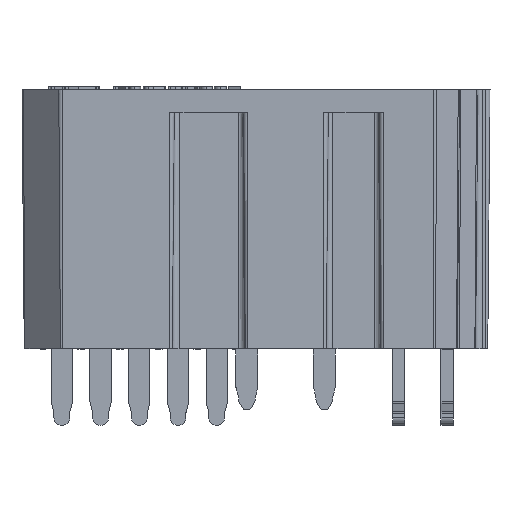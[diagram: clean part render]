
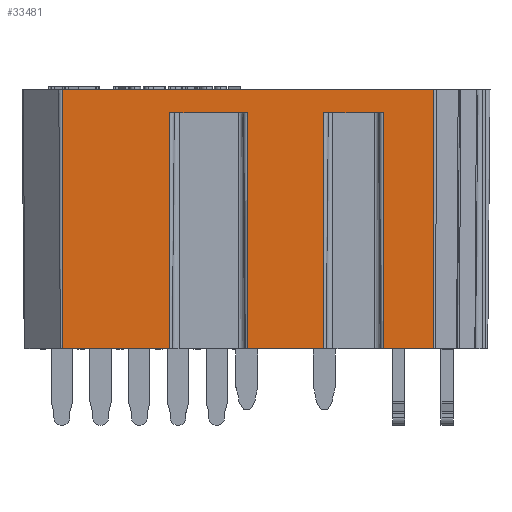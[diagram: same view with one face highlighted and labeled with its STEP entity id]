
A CAD part, front view. The second image highlights one B-rep face of the part: STEP entity #33481.
In plain terms, the highlighted planar face has unit normal (0, -1, -0.009).
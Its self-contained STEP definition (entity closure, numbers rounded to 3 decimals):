
#1219 = ORIENTED_EDGE ( 'NONE', *, *, #10233, .T. ) ;
#1848 = DIRECTION ( 'NONE',  ( 1., 0., 0. ) ) ;
#2606 = LINE ( 'NONE', #17778, #24384 ) ;
#2783 = VECTOR ( 'NONE', #19852, 1000. ) ;
#3237 = VECTOR ( 'NONE', #4272, 1000. ) ;
#3334 = EDGE_LOOP ( 'NONE', ( #13725, #1219, #35901, #20070, #15577, #21320, #7277, #31687, #37670, #15521, #33297, #37284 ) ) ;
#4097 = EDGE_CURVE ( 'NONE', #37532, #38023, #2606, .T. ) ;
#4272 = DIRECTION ( 'NONE',  ( 1., 0., 0. ) ) ;
#4470 = VECTOR ( 'NONE', #6708, 1000. ) ;
#4551 = CARTESIAN_POINT ( 'NONE',  ( -14.716, -11.853, 17. ) ) ;
#4793 = VECTOR ( 'NONE', #5481, 1000. ) ;
#4846 = CARTESIAN_POINT ( 'NONE',  ( 13.66, -11.84, 15.5 ) ) ;
#4975 = DIRECTION ( 'NONE',  ( 1., 0., 0. ) ) ;
#5148 = CARTESIAN_POINT ( 'NONE',  ( 13.66, -11.704, 0. ) ) ;
#5481 = DIRECTION ( 'NONE',  ( 1., 0., 0. ) ) ;
#5490 = CARTESIAN_POINT ( 'NONE',  ( -14.716, -11.704, 0. ) ) ;
#6708 = DIRECTION ( 'NONE',  ( 0., 0.009, -1. ) ) ;
#7277 = ORIENTED_EDGE ( 'NONE', *, *, #32051, .T. ) ;
#7278 = CARTESIAN_POINT ( 'NONE',  ( -7.64, -11.84, 15.5 ) ) ;
#7462 = EDGE_CURVE ( 'NONE', #20399, #37532, #13732, .T. ) ;
#7606 = CARTESIAN_POINT ( 'NONE',  ( 2.46, -11.704, 0. ) ) ;
#7915 = VECTOR ( 'NONE', #29187, 1000. ) ;
#8341 = LINE ( 'NONE', #4846, #18222 ) ;
#8525 = CARTESIAN_POINT ( 'NONE',  ( -2.54, -11.704, 0. ) ) ;
#8598 = CARTESIAN_POINT ( 'NONE',  ( 13.66, -11.704, 0. ) ) ;
#8697 = PLANE ( 'NONE',  #22113 ) ;
#9466 = EDGE_CURVE ( 'NONE', #10425, #22934, #30607, .T. ) ;
#10095 = EDGE_CURVE ( 'NONE', #10425, #27541, #21970, .T. ) ;
#10233 = EDGE_CURVE ( 'NONE', #19535, #36978, #10287, .T. ) ;
#10287 = LINE ( 'NONE', #22159, #34314 ) ;
#10425 = VERTEX_POINT ( 'NONE', #24063 ) ;
#11590 = EDGE_CURVE ( 'NONE', #38023, #32830, #8341, .T. ) ;
#11784 = DIRECTION ( 'NONE',  ( 0., 0.009, -1. ) ) ;
#11828 = DIRECTION ( 'NONE',  ( 0., 0.009, -1. ) ) ;
#12611 = CARTESIAN_POINT ( 'NONE',  ( -2.54, -11.84, 15.5 ) ) ;
#13091 = VECTOR ( 'NONE', #4975, 1000. ) ;
#13725 = ORIENTED_EDGE ( 'NONE', *, *, #30295, .T. ) ;
#13732 = LINE ( 'NONE', #31798, #13091 ) ;
#13865 = EDGE_CURVE ( 'NONE', #15532, #38201, #35604, .T. ) ;
#15521 = ORIENTED_EDGE ( 'NONE', *, *, #10095, .F. ) ;
#15532 = VERTEX_POINT ( 'NONE', #35263 ) ;
#15577 = ORIENTED_EDGE ( 'NONE', *, *, #4097, .T. ) ;
#17778 = CARTESIAN_POINT ( 'NONE',  ( 2.46, -11.853, 17. ) ) ;
#18072 = LINE ( 'NONE', #23889, #35298 ) ;
#18222 = VECTOR ( 'NONE', #32042, 1000. ) ;
#18416 = CARTESIAN_POINT ( 'NONE',  ( -7.64, -11.853, 17. ) ) ;
#18797 = DIRECTION ( 'NONE',  ( 0., -0.009, 1. ) ) ;
#19535 = VERTEX_POINT ( 'NONE', #7278 ) ;
#19852 = DIRECTION ( 'NONE',  ( 0., 0.009, -1. ) ) ;
#19991 = FACE_OUTER_BOUND ( 'NONE', #3334, .T. ) ;
#20070 = ORIENTED_EDGE ( 'NONE', *, *, #7462, .T. ) ;
#20399 = VERTEX_POINT ( 'NONE', #8525 ) ;
#20556 = CARTESIAN_POINT ( 'NONE',  ( 13.66, -11.853, 17. ) ) ;
#20748 = DIRECTION ( 'NONE',  ( 0., -1., -0.009 ) ) ;
#21320 = ORIENTED_EDGE ( 'NONE', *, *, #11590, .T. ) ;
#21702 = CARTESIAN_POINT ( 'NONE',  ( 9.66, -11.704, 0. ) ) ;
#21970 = LINE ( 'NONE', #27429, #3237 ) ;
#22008 = VECTOR ( 'NONE', #18797, 1000. ) ;
#22113 = AXIS2_PLACEMENT_3D ( 'NONE', #20556, #20748, #11784 ) ;
#22159 = CARTESIAN_POINT ( 'NONE',  ( 13.66, -11.84, 15.5 ) ) ;
#22934 = VERTEX_POINT ( 'NONE', #5490 ) ;
#23608 = DIRECTION ( 'NONE',  ( 0., -0.009, 1. ) ) ;
#23889 = CARTESIAN_POINT ( 'NONE',  ( 9.66, -11.853, 17. ) ) ;
#23935 = CARTESIAN_POINT ( 'NONE',  ( 9.66, -11.853, 17. ) ) ;
#24063 = CARTESIAN_POINT ( 'NONE',  ( -14.716, -11.853, 17. ) ) ;
#24384 = VECTOR ( 'NONE', #23608, 1000. ) ;
#25659 = DIRECTION ( 'NONE',  ( 1., 0., 0. ) ) ;
#27163 = LINE ( 'NONE', #18416, #22008 ) ;
#27429 = CARTESIAN_POINT ( 'NONE',  ( 13.66, -11.853, 17. ) ) ;
#27541 = VERTEX_POINT ( 'NONE', #23935 ) ;
#28010 = CARTESIAN_POINT ( 'NONE',  ( 6.36, -11.853, 17. ) ) ;
#28455 = EDGE_CURVE ( 'NONE', #22934, #36367, #28492, .T. ) ;
#28492 = LINE ( 'NONE', #5148, #37454 ) ;
#29187 = DIRECTION ( 'NONE',  ( 0., 0.009, -1. ) ) ;
#29201 = CARTESIAN_POINT ( 'NONE',  ( 6.36, -11.84, 15.5 ) ) ;
#29771 = CARTESIAN_POINT ( 'NONE',  ( -7.64, -11.704, 0. ) ) ;
#30295 = EDGE_CURVE ( 'NONE', #36367, #19535, #27163, .T. ) ;
#30607 = LINE ( 'NONE', #4551, #4470 ) ;
#30917 = LINE ( 'NONE', #28010, #2783 ) ;
#31687 = ORIENTED_EDGE ( 'NONE', *, *, #13865, .T. ) ;
#31798 = CARTESIAN_POINT ( 'NONE',  ( 13.66, -11.704, 0. ) ) ;
#32042 = DIRECTION ( 'NONE',  ( 1., 0., 0. ) ) ;
#32051 = EDGE_CURVE ( 'NONE', #32830, #15532, #30917, .T. ) ;
#32098 = CARTESIAN_POINT ( 'NONE',  ( -2.54, -11.853, 17. ) ) ;
#32830 = VERTEX_POINT ( 'NONE', #29201 ) ;
#33297 = ORIENTED_EDGE ( 'NONE', *, *, #9466, .T. ) ;
#33481 = ADVANCED_FACE ( 'NONE', ( #19991 ), #8697, .T. ) ;
#34314 = VECTOR ( 'NONE', #25659, 1000. ) ;
#34658 = LINE ( 'NONE', #32098, #7915 ) ;
#34969 = EDGE_CURVE ( 'NONE', #36978, #20399, #34658, .T. ) ;
#35263 = CARTESIAN_POINT ( 'NONE',  ( 6.36, -11.704, 0. ) ) ;
#35298 = VECTOR ( 'NONE', #11828, 1000. ) ;
#35604 = LINE ( 'NONE', #8598, #4793 ) ;
#35901 = ORIENTED_EDGE ( 'NONE', *, *, #34969, .T. ) ;
#36335 = CARTESIAN_POINT ( 'NONE',  ( 2.46, -11.84, 15.5 ) ) ;
#36367 = VERTEX_POINT ( 'NONE', #29771 ) ;
#36978 = VERTEX_POINT ( 'NONE', #12611 ) ;
#37284 = ORIENTED_EDGE ( 'NONE', *, *, #28455, .T. ) ;
#37454 = VECTOR ( 'NONE', #1848, 1000. ) ;
#37532 = VERTEX_POINT ( 'NONE', #7606 ) ;
#37670 = ORIENTED_EDGE ( 'NONE', *, *, #37838, .F. ) ;
#37838 = EDGE_CURVE ( 'NONE', #27541, #38201, #18072, .T. ) ;
#38023 = VERTEX_POINT ( 'NONE', #36335 ) ;
#38201 = VERTEX_POINT ( 'NONE', #21702 ) ;
